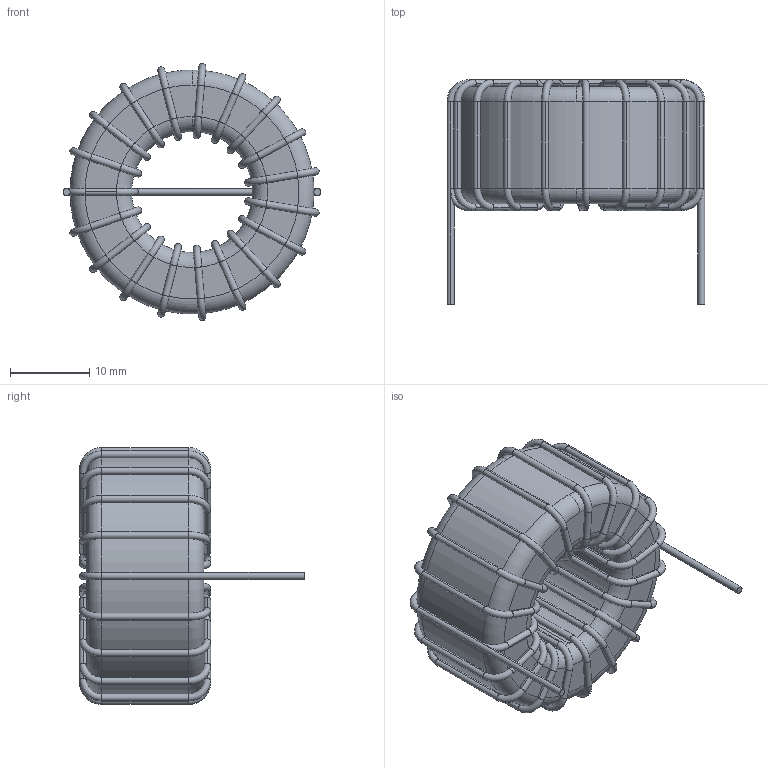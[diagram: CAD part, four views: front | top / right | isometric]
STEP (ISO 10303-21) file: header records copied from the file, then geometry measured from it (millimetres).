
FILE_DESCRIPTION (( 'STEP AP214' ), '1' );
FILE_NAME ('User Library-toroid_2200LL-102-RC.STEP', '2014-01-20T02:42:45', ( 'Windows User' ), ( '' ), 'SwSTEP 2.0', 'SolidWorks 2014', '' );
FILE_SCHEMA (( 'AUTOMOTIVE_DESIGN' ));
Length unit declared in the file: inch
Products named in the file (1): User Library-toroid_2200LL-102-RC
Bounding box: 32.54 x 28.36 x 32.43 mm (x, y, z)
Volume: 8645.3 mm3; surface area: 5221.6 mm2
Topology: 1 solids, 1 shells, 465 faces, 1243 edges, 776 vertices
Faces by surface type: cylinder 266, torus 158, plane 41
Entity records: 22766 total; most frequent: CARTESIAN_POINT 5190, ORIENTED_EDGE 2486, DIRECTION 2483, EDGE_CURVE 1243, AXIS2_PLACEMENT_3D 1087, VERTEX_POINT 776, CIRCLE 621, LENGTH_MEASURE_WITH_UNIT 468
